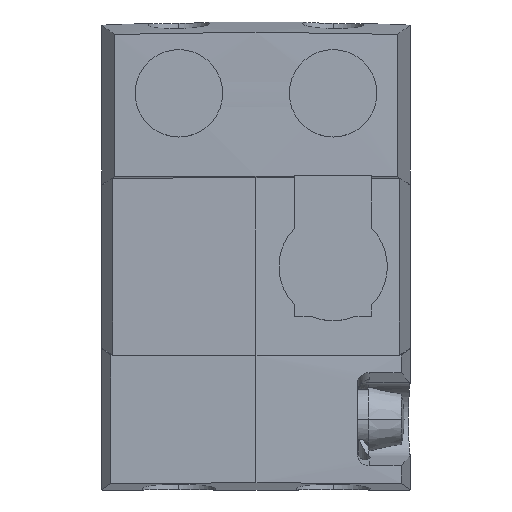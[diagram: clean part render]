
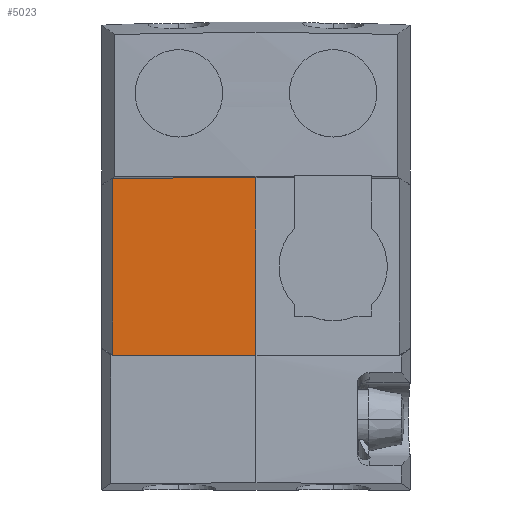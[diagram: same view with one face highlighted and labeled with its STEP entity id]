
A CAD part, top view. The second image highlights one B-rep face of the part: STEP entity #5023.
In plain terms, the highlighted cylindrical face has radius 2500 mm (diameter 5000 mm), a partial arc.
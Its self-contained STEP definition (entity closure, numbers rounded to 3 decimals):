
#61 = CARTESIAN_POINT ( 'NONE',  ( 0., -72.116, 92.182 ) ) ;
#165 = DIRECTION ( 'NONE',  ( 0., 1., 0. ) ) ;
#337 = CARTESIAN_POINT ( 'NONE',  ( 0., -80., -2407.818 ) ) ;
#414 = EDGE_CURVE ( 'NONE', #3442, #6122, #3855, .T. ) ;
#820 = VECTOR ( 'NONE', #165, 1000. ) ;
#888 = CARTESIAN_POINT ( 'NONE',  ( -116.333, 71.751, 89.474 ) ) ;
#1493 = CARTESIAN_POINT ( 'NONE',  ( 0., 72.116, 92.182 ) ) ;
#1561 = EDGE_CURVE ( 'NONE', #2083, #3442, #2635, .T. ) ;
#1594 = LINE ( 'NONE', #4025, #1784 ) ;
#1650 = ORIENTED_EDGE ( 'NONE', *, *, #5106, .T. ) ;
#1784 = VECTOR ( 'NONE', #4550, 1000. ) ;
#1799 = CARTESIAN_POINT ( 'NONE',  ( 0., -72.116, 92.182 ) ) ;
#1855 = FACE_OUTER_BOUND ( 'NONE', #6220, .T. ) ;
#2062 = CARTESIAN_POINT ( 'NONE',  ( 0., 72.116, 92.182 ) ) ;
#2083 = VERTEX_POINT ( 'NONE', #3880 ) ;
#2316 = CARTESIAN_POINT ( 'NONE',  ( -19.422, -72.116, 92.182 ) ) ;
#2321 = ORIENTED_EDGE ( 'NONE', *, *, #1561, .F. ) ;
#2350 = CARTESIAN_POINT ( 'NONE',  ( -96.977, -71.872, 90.376 ) ) ;
#2429 = ORIENTED_EDGE ( 'NONE', *, *, #414, .F. ) ;
#2635 = LINE ( 'NONE', #4139, #820 ) ;
#3162 = AXIS2_PLACEMENT_3D ( 'NONE', #337, #3868, #5435 ) ;
#3442 = VERTEX_POINT ( 'NONE', #3885 ) ;
#3855 = B_SPLINE_CURVE_WITH_KNOTS ( 'NONE', 3,
 ( #888, #4413, #4899, #1493 ),
 .UNSPECIFIED., .F., .F.,
 ( 4, 4 ),
 ( 0.014, 0.13 ),
 .UNSPECIFIED. ) ;
#3868 = DIRECTION ( 'NONE',  ( 0., 1., 0. ) ) ;
#3880 = CARTESIAN_POINT ( 'NONE',  ( -116.333, -71.751, 89.474 ) ) ;
#3885 = CARTESIAN_POINT ( 'NONE',  ( -116.333, 71.751, 89.474 ) ) ;
#3893 = VERTEX_POINT ( 'NONE', #61 ) ;
#4025 = CARTESIAN_POINT ( 'NONE',  ( 0., -80., 92.182 ) ) ;
#4139 = CARTESIAN_POINT ( 'NONE',  ( -116.333, -80., 89.474 ) ) ;
#4263 = ORIENTED_EDGE ( 'NONE', *, *, #5669, .F. ) ;
#4413 = CARTESIAN_POINT ( 'NONE',  ( -77.555, 71.994, 91.28 ) ) ;
#4550 = DIRECTION ( 'NONE',  ( 0., 1., 0. ) ) ;
#4830 = CYLINDRICAL_SURFACE ( 'NONE', #3162, 2500. ) ;
#4899 = CARTESIAN_POINT ( 'NONE',  ( -38.778, 72.116, 92.182 ) ) ;
#5023 = ADVANCED_FACE ( 'NONE', ( #1855 ), #4830, .T. ) ;
#5072 = B_SPLINE_CURVE_WITH_KNOTS ( 'NONE', 3,
 ( #1799, #2316, #6331, #2350, #6391 ),
 .UNSPECIFIED., .F., .F.,
 ( 4, 1, 4 ),
 ( 9.558, 9.616, 9.674 ),
 .UNSPECIFIED. ) ;
#5106 = EDGE_CURVE ( 'NONE', #3893, #6122, #1594, .T. ) ;
#5435 = DIRECTION ( 'NONE',  ( 0., 0., 1. ) ) ;
#5669 = EDGE_CURVE ( 'NONE', #3893, #2083, #5072, .T. ) ;
#6122 = VERTEX_POINT ( 'NONE', #2062 ) ;
#6220 = EDGE_LOOP ( 'NONE', ( #4263, #1650, #2429, #2321 ) ) ;
#6331 = CARTESIAN_POINT ( 'NONE',  ( -58.233, -72.055, 91.729 ) ) ;
#6391 = CARTESIAN_POINT ( 'NONE',  ( -116.333, -71.751, 89.474 ) ) ;
